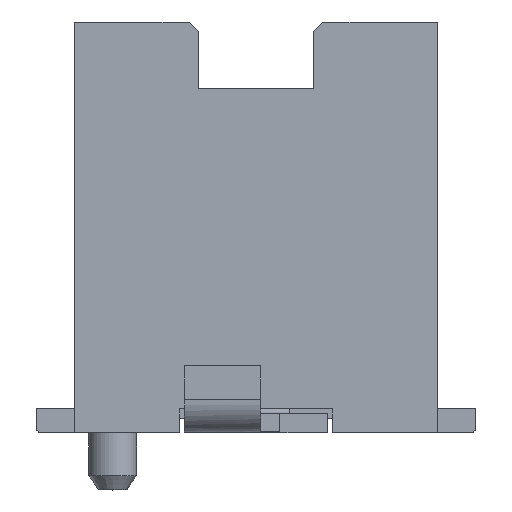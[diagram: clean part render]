
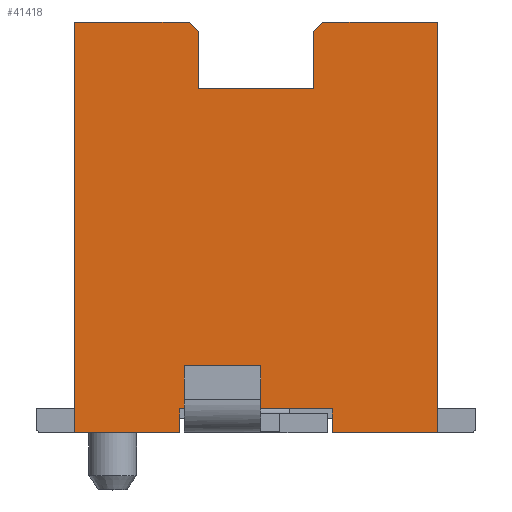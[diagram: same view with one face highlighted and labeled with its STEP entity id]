
A CAD part, left-side view. The second image highlights one B-rep face of the part: STEP entity #41418.
In plain terms, the highlighted planar face has unit normal (-1, 0, 0).
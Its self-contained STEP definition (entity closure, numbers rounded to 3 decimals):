
#1726=FACE_OUTER_BOUND('',#3848,.T.);
#3848=EDGE_LOOP('',(#31250,#31251,#31252,#31253,#31254,#31255,#31256,#31257,
#31258,#31259,#31260,#31261,#31262,#31263));
#5870=LINE('',#58041,#11352);
#6077=LINE('',#58451,#11559);
#6184=LINE('',#58694,#11666);
#7904=LINE('',#62468,#13386);
#7910=LINE('',#62480,#13392);
#7914=LINE('',#62487,#13396);
#7923=LINE('',#62505,#13405);
#7929=LINE('',#62529,#13411);
#7984=LINE('',#62620,#13466);
#7985=LINE('',#62623,#13467);
#7986=LINE('',#62625,#13468);
#7987=LINE('',#62627,#13469);
#7988=LINE('',#62629,#13470);
#7989=LINE('',#62630,#13471);
#11352=VECTOR('',#46379,1.);
#11559=VECTOR('',#46588,1.);
#11666=VECTOR('',#46807,1.);
#13386=VECTOR('',#49961,1.);
#13392=VECTOR('',#49971,1.);
#13396=VECTOR('',#49977,1.);
#13405=VECTOR('',#49990,1.);
#13411=VECTOR('',#50016,1.);
#13466=VECTOR('',#50075,1.);
#13467=VECTOR('',#50078,1.);
#13468=VECTOR('',#50079,1.);
#13469=VECTOR('',#50080,1.);
#13470=VECTOR('',#50081,1.);
#13471=VECTOR('',#50082,1.);
#16835=VERTEX_POINT('',#58038);
#16836=VERTEX_POINT('',#58040);
#17038=VERTEX_POINT('',#58449);
#17117=VERTEX_POINT('',#58691);
#17118=VERTEX_POINT('',#58693);
#18455=VERTEX_POINT('',#62467);
#18459=VERTEX_POINT('',#62479);
#18461=VERTEX_POINT('',#62486);
#18467=VERTEX_POINT('',#62503);
#18468=VERTEX_POINT('',#62504);
#18511=VERTEX_POINT('',#62622);
#18512=VERTEX_POINT('',#62624);
#18513=VERTEX_POINT('',#62626);
#18514=VERTEX_POINT('',#62628);
#20947=EDGE_CURVE('',#16836,#16835,#5870,.T.);
#21154=EDGE_CURVE('',#17038,#16835,#6077,.T.);
#21274=EDGE_CURVE('',#17117,#17118,#6184,.T.);
#23174=EDGE_CURVE('',#18455,#16836,#7904,.T.);
#23180=EDGE_CURVE('',#18459,#18455,#7910,.T.);
#23184=EDGE_CURVE('',#18461,#18459,#7914,.T.);
#23193=EDGE_CURVE('',#18467,#18468,#7923,.T.);
#23205=EDGE_CURVE('',#18468,#18461,#7929,.T.);
#23260=EDGE_CURVE('',#18467,#17117,#7984,.T.);
#23261=EDGE_CURVE('',#18511,#17038,#7985,.T.);
#23262=EDGE_CURVE('',#18511,#18512,#7986,.T.);
#23263=EDGE_CURVE('',#18512,#18513,#7987,.T.);
#23264=EDGE_CURVE('',#18513,#18514,#7988,.T.);
#23265=EDGE_CURVE('',#17118,#18514,#7989,.T.);
#31250=ORIENTED_EDGE('',*,*,#23174,.T.);
#31251=ORIENTED_EDGE('',*,*,#20947,.T.);
#31252=ORIENTED_EDGE('',*,*,#21154,.F.);
#31253=ORIENTED_EDGE('',*,*,#23261,.F.);
#31254=ORIENTED_EDGE('',*,*,#23262,.T.);
#31255=ORIENTED_EDGE('',*,*,#23263,.T.);
#31256=ORIENTED_EDGE('',*,*,#23264,.T.);
#31257=ORIENTED_EDGE('',*,*,#23265,.F.);
#31258=ORIENTED_EDGE('',*,*,#21274,.F.);
#31259=ORIENTED_EDGE('',*,*,#23260,.F.);
#31260=ORIENTED_EDGE('',*,*,#23193,.T.);
#31261=ORIENTED_EDGE('',*,*,#23205,.T.);
#31262=ORIENTED_EDGE('',*,*,#23184,.T.);
#31263=ORIENTED_EDGE('',*,*,#23180,.T.);
#39559=PLANE('',#43763);
#41418=ADVANCED_FACE('',(#1726),#39559,.T.);
#43763=AXIS2_PLACEMENT_3D('',#62621,#50076,#50077);
#46379=DIRECTION('',(0.,0.,1.));
#46588=DIRECTION('',(0.,-1.,0.));
#46807=DIRECTION('',(0.,-1.,0.));
#49961=DIRECTION('',(0.,-1.,0.));
#49971=DIRECTION('',(0.,0.,-1.));
#49977=DIRECTION('',(0.,-1.,0.));
#49990=DIRECTION('',(0.,-1.,0.));
#50016=DIRECTION('',(0.,0.,1.));
#50075=DIRECTION('',(0.,0.,1.));
#50076=DIRECTION('center_axis',(-1.,0.,0.));
#50077=DIRECTION('ref_axis',(0.,1.,0.));
#50078=DIRECTION('',(0.,-0.707,0.707));
#50079=DIRECTION('',(0.,0.,-1.));
#50080=DIRECTION('',(0.,1.,0.));
#50081=DIRECTION('',(0.,0.,1.));
#50082=DIRECTION('',(0.,-0.707,-0.707));
#58038=CARTESIAN_POINT('',(-7.35,-1.9,4.3));
#58040=CARTESIAN_POINT('',(-7.35,-1.9,0.));
#58041=CARTESIAN_POINT('',(-7.35,-1.9,0.));
#58449=CARTESIAN_POINT('',(-7.35,-0.7,4.3));
#58451=CARTESIAN_POINT('',(-7.35,-78.1,4.3));
#58691=CARTESIAN_POINT('',(-7.35,1.9,4.3));
#58693=CARTESIAN_POINT('',(-7.35,0.7,4.3));
#58694=CARTESIAN_POINT('',(-7.35,-78.1,4.3));
#62467=CARTESIAN_POINT('',(-7.35,-0.8,0.));
#62468=CARTESIAN_POINT('',(-7.35,-78.1,0.));
#62479=CARTESIAN_POINT('',(-7.35,-0.8,0.25));
#62480=CARTESIAN_POINT('',(-7.35,-0.8,0.));
#62486=CARTESIAN_POINT('',(-7.35,0.8,0.25));
#62487=CARTESIAN_POINT('',(-7.35,-78.1,0.25));
#62503=CARTESIAN_POINT('',(-7.35,1.9,0.));
#62504=CARTESIAN_POINT('',(-7.35,0.8,0.));
#62505=CARTESIAN_POINT('',(-7.35,-78.1,0.));
#62529=CARTESIAN_POINT('',(-7.35,0.8,0.));
#62620=CARTESIAN_POINT('',(-7.35,1.9,0.));
#62621=CARTESIAN_POINT('Origin',(-7.35,-1.995,4.408));
#62622=CARTESIAN_POINT('',(-7.35,-0.6,4.2));
#62623=CARTESIAN_POINT('',(-7.35,3.6,0.));
#62624=CARTESIAN_POINT('',(-7.35,-0.6,3.6));
#62625=CARTESIAN_POINT('',(-7.35,-0.6,0.));
#62626=CARTESIAN_POINT('',(-7.35,0.6,3.6));
#62627=CARTESIAN_POINT('',(-7.35,-78.1,3.6));
#62628=CARTESIAN_POINT('',(-7.35,0.6,4.2));
#62629=CARTESIAN_POINT('',(-7.35,0.6,0.));
#62630=CARTESIAN_POINT('',(-7.35,-3.6,0.));
